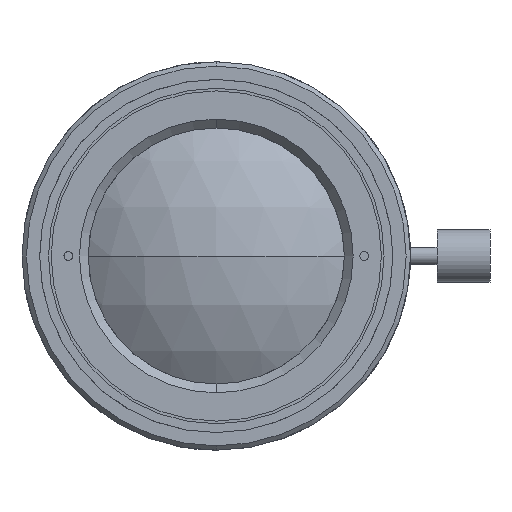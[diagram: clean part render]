
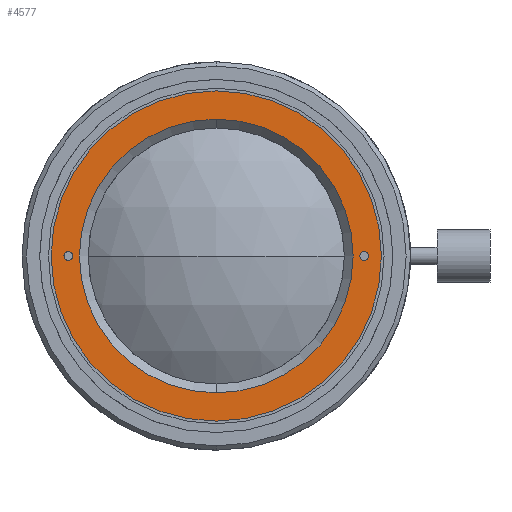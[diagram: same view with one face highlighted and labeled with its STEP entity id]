
A CAD part, left-side view. The second image highlights one B-rep face of the part: STEP entity #4577.
In plain terms, the highlighted planar face has unit normal (-1, 0, 0).
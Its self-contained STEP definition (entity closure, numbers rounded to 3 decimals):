
#55 = CARTESIAN_POINT ( 'NONE',  ( -1.8, -16.75, 0. ) ) ;
#263 = AXIS2_PLACEMENT_3D ( 'NONE', #1611, #4203, #1966 ) ;
#279 = VERTEX_POINT ( 'NONE', #2495 ) ;
#298 = DIRECTION ( 'NONE',  ( 1., 0., 0. ) ) ;
#455 = CIRCLE ( 'NONE', #3548, 19. ) ;
#535 = ORIENTED_EDGE ( 'NONE', *, *, #2628, .T. ) ;
#547 = FACE_OUTER_BOUND ( 'NONE', #2956, .T. ) ;
#599 = VERTEX_POINT ( 'NONE', #3851 ) ;
#643 = DIRECTION ( 'NONE',  ( -1., 0., 0. ) ) ;
#715 = AXIS2_PLACEMENT_3D ( 'NONE', #876, #2021, #896 ) ;
#746 = ORIENTED_EDGE ( 'NONE', *, *, #1180, .F. ) ;
#758 = DIRECTION ( 'NONE',  ( -1., 0., 0. ) ) ;
#788 = CIRCLE ( 'NONE', #3103, 19. ) ;
#876 = CARTESIAN_POINT ( 'NONE',  ( -1.8, 0., 0. ) ) ;
#896 = DIRECTION ( 'NONE',  ( 0., 0., -1. ) ) ;
#1127 = ORIENTED_EDGE ( 'NONE', *, *, #2735, .F. ) ;
#1180 = EDGE_CURVE ( 'NONE', #1756, #1694, #3823, .T. ) ;
#1224 = EDGE_LOOP ( 'NONE', ( #3517, #3024 ) ) ;
#1362 = PLANE ( 'NONE',  #1916 ) ;
#1473 = EDGE_CURVE ( 'NONE', #2774, #279, #1890, .T. ) ;
#1477 = DIRECTION ( 'NONE',  ( -1., 0., 0. ) ) ;
#1511 = CARTESIAN_POINT ( 'NONE',  ( -1.8, 16.75, 0.5 ) ) ;
#1551 = FACE_BOUND ( 'NONE', #4073, .T. ) ;
#1566 = DIRECTION ( 'NONE',  ( -1., 0., 0. ) ) ;
#1611 = CARTESIAN_POINT ( 'NONE',  ( -1.8, 16.75, 0. ) ) ;
#1694 = VERTEX_POINT ( 'NONE', #3574 ) ;
#1756 = VERTEX_POINT ( 'NONE', #2571 ) ;
#1855 = CARTESIAN_POINT ( 'NONE',  ( -1.8, 0., 19. ) ) ;
#1862 = CARTESIAN_POINT ( 'NONE',  ( -1.8, 16.75, 0. ) ) ;
#1890 = CIRCLE ( 'NONE', #715, 15.5 ) ;
#1916 = AXIS2_PLACEMENT_3D ( 'NONE', #2114, #4724, #2473 ) ;
#1966 = DIRECTION ( 'NONE',  ( 0., 0., 1. ) ) ;
#2021 = DIRECTION ( 'NONE',  ( 1., 0., 0. ) ) ;
#2114 = CARTESIAN_POINT ( 'NONE',  ( -1.8, 19., 0. ) ) ;
#2164 = EDGE_CURVE ( 'NONE', #4785, #599, #455, .T. ) ;
#2168 = EDGE_LOOP ( 'NONE', ( #4669, #1127 ) ) ;
#2189 = EDGE_CURVE ( 'NONE', #279, #2774, #2326, .T. ) ;
#2208 = AXIS2_PLACEMENT_3D ( 'NONE', #1862, #4465, #2246 ) ;
#2231 = DIRECTION ( 'NONE',  ( 0., 0., 1. ) ) ;
#2246 = DIRECTION ( 'NONE',  ( 0., 0., 1. ) ) ;
#2294 = EDGE_CURVE ( 'NONE', #2316, #4796, #3719, .T. ) ;
#2316 = VERTEX_POINT ( 'NONE', #1511 ) ;
#2326 = CIRCLE ( 'NONE', #4543, 15.5 ) ;
#2473 = DIRECTION ( 'NONE',  ( 0., 0., -1. ) ) ;
#2495 = CARTESIAN_POINT ( 'NONE',  ( -1.8, 0., -15.5 ) ) ;
#2516 = CARTESIAN_POINT ( 'NONE',  ( -1.8, 0., 0. ) ) ;
#2571 = CARTESIAN_POINT ( 'NONE',  ( -1.8, -16.75, -0.5 ) ) ;
#2628 = EDGE_CURVE ( 'NONE', #599, #4785, #788, .T. ) ;
#2735 = EDGE_CURVE ( 'NONE', #4796, #2316, #4415, .T. ) ;
#2756 = FACE_BOUND ( 'NONE', #2168, .T. ) ;
#2774 = VERTEX_POINT ( 'NONE', #3120 ) ;
#2877 = CARTESIAN_POINT ( 'NONE',  ( -1.8, 0., 0. ) ) ;
#2896 = DIRECTION ( 'NONE',  ( 0., 0., -1. ) ) ;
#2956 = EDGE_LOOP ( 'NONE', ( #4795, #535 ) ) ;
#3002 = CARTESIAN_POINT ( 'NONE',  ( -1.8, 0., 0. ) ) ;
#3024 = ORIENTED_EDGE ( 'NONE', *, *, #2189, .T. ) ;
#3103 = AXIS2_PLACEMENT_3D ( 'NONE', #3002, #758, #3384 ) ;
#3120 = CARTESIAN_POINT ( 'NONE',  ( -1.8, 0., 15.5 ) ) ;
#3268 = DIRECTION ( 'NONE',  ( 0., 0., 1. ) ) ;
#3384 = DIRECTION ( 'NONE',  ( 0., 0., 1. ) ) ;
#3517 = ORIENTED_EDGE ( 'NONE', *, *, #1473, .T. ) ;
#3548 = AXIS2_PLACEMENT_3D ( 'NONE', #2877, #643, #3268 ) ;
#3574 = CARTESIAN_POINT ( 'NONE',  ( -1.8, -16.75, 0.5 ) ) ;
#3701 = CIRCLE ( 'NONE', #4179, 0.5 ) ;
#3719 = CIRCLE ( 'NONE', #2208, 0.5 ) ;
#3783 = CARTESIAN_POINT ( 'NONE',  ( -1.8, -16.75, 0. ) ) ;
#3823 = CIRCLE ( 'NONE', #4282, 0.5 ) ;
#3851 = CARTESIAN_POINT ( 'NONE',  ( -1.8, 0., -19. ) ) ;
#3983 = ORIENTED_EDGE ( 'NONE', *, *, #4312, .F. ) ;
#4073 = EDGE_LOOP ( 'NONE', ( #3983, #746 ) ) ;
#4086 = CARTESIAN_POINT ( 'NONE',  ( -1.8, 16.75, -0.5 ) ) ;
#4168 = DIRECTION ( 'NONE',  ( 0., 0., 1. ) ) ;
#4179 = AXIS2_PLACEMENT_3D ( 'NONE', #3783, #1566, #4168 ) ;
#4203 = DIRECTION ( 'NONE',  ( -1., 0., 0. ) ) ;
#4282 = AXIS2_PLACEMENT_3D ( 'NONE', #55, #1477, #2231 ) ;
#4312 = EDGE_CURVE ( 'NONE', #1694, #1756, #3701, .T. ) ;
#4415 = CIRCLE ( 'NONE', #263, 0.5 ) ;
#4465 = DIRECTION ( 'NONE',  ( -1., 0., 0. ) ) ;
#4543 = AXIS2_PLACEMENT_3D ( 'NONE', #2516, #298, #2896 ) ;
#4577 = ADVANCED_FACE ( 'NONE', ( #4639, #1551, #2756, #547 ), #1362, .F. ) ;
#4639 = FACE_BOUND ( 'NONE', #1224, .T. ) ;
#4669 = ORIENTED_EDGE ( 'NONE', *, *, #2294, .F. ) ;
#4724 = DIRECTION ( 'NONE',  ( 1., 0., 0. ) ) ;
#4785 = VERTEX_POINT ( 'NONE', #1855 ) ;
#4795 = ORIENTED_EDGE ( 'NONE', *, *, #2164, .T. ) ;
#4796 = VERTEX_POINT ( 'NONE', #4086 ) ;
